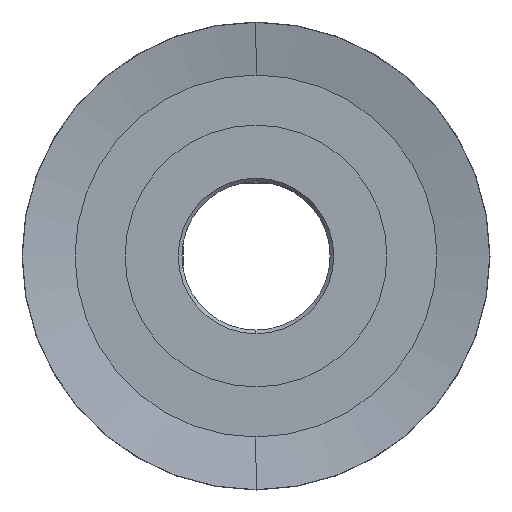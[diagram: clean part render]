
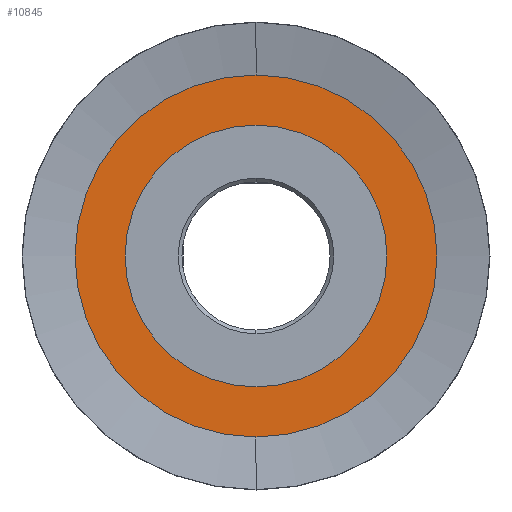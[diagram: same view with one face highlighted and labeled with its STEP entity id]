
A CAD part, left-side view. The second image highlights one B-rep face of the part: STEP entity #10845.
In plain terms, the highlighted planar face has unit normal (-1, 0, 0).
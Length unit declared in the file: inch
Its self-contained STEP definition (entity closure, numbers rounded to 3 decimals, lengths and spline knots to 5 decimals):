
#342 = CARTESIAN_POINT ( 'NONE',  ( -0.31875, 0., 0. ) ) ;
#868 = CARTESIAN_POINT ( 'NONE',  ( -0.31875, 0., 0. ) ) ;
#946 = CARTESIAN_POINT ( 'NONE',  ( -0.31875, 0., 0.221 ) ) ;
#1134 = ORIENTED_EDGE ( 'NONE', *, *, #1820, .F. ) ;
#1289 = DIRECTION ( 'NONE',  ( 0., 0., 1. ) ) ;
#1643 = FACE_BOUND ( 'NONE', #8885, .T. ) ;
#1649 = ORIENTED_EDGE ( 'NONE', *, *, #4254, .F. ) ;
#1684 = CIRCLE ( 'NONE', #6631, 0.221 ) ;
#1797 = DIRECTION ( 'NONE',  ( 0., 0., 1. ) ) ;
#1820 = EDGE_CURVE ( 'NONE', #4619, #6794, #1684, .T. ) ;
#1853 = DIRECTION ( 'NONE',  ( -1., 0., 0. ) ) ;
#2248 = EDGE_LOOP ( 'NONE', ( #8415, #7824 ) ) ;
#2259 = VERTEX_POINT ( 'NONE', #5902 ) ;
#2396 = DIRECTION ( 'NONE',  ( -1., 0., 0. ) ) ;
#4005 = DIRECTION ( 'NONE',  ( -1., 0., 0. ) ) ;
#4087 = CIRCLE ( 'NONE', #4776, 0.221 ) ;
#4254 = EDGE_CURVE ( 'NONE', #6794, #4619, #4087, .T. ) ;
#4422 = EDGE_CURVE ( 'NONE', #2259, #11088, #9793, .T. ) ;
#4619 = VERTEX_POINT ( 'NONE', #7883 ) ;
#4776 = AXIS2_PLACEMENT_3D ( 'NONE', #9630, #4005, #10588 ) ;
#4971 = CIRCLE ( 'NONE', #11348, 0.3055 ) ;
#5560 = PLANE ( 'NONE',  #5567 ) ;
#5567 = AXIS2_PLACEMENT_3D ( 'NONE', #7463, #1853, #8408 ) ;
#5781 = AXIS2_PLACEMENT_3D ( 'NONE', #8027, #2396, #8957 ) ;
#5902 = CARTESIAN_POINT ( 'NONE',  ( -0.31875, 0., 0.3055 ) ) ;
#6614 = FACE_OUTER_BOUND ( 'NONE', #2248, .T. ) ;
#6631 = AXIS2_PLACEMENT_3D ( 'NONE', #868, #7413, #1797 ) ;
#6794 = VERTEX_POINT ( 'NONE', #946 ) ;
#6824 = CARTESIAN_POINT ( 'NONE',  ( -0.31875, 0., -0.3055 ) ) ;
#6876 = DIRECTION ( 'NONE',  ( -1., 0., 0. ) ) ;
#7235 = EDGE_CURVE ( 'NONE', #11088, #2259, #4971, .T. ) ;
#7413 = DIRECTION ( 'NONE',  ( -1., 0., 0. ) ) ;
#7463 = CARTESIAN_POINT ( 'NONE',  ( -0.31875, 0.3055, 0. ) ) ;
#7824 = ORIENTED_EDGE ( 'NONE', *, *, #7235, .T. ) ;
#7883 = CARTESIAN_POINT ( 'NONE',  ( -0.31875, 0., -0.221 ) ) ;
#8027 = CARTESIAN_POINT ( 'NONE',  ( -0.31875, 0., 0. ) ) ;
#8408 = DIRECTION ( 'NONE',  ( 0., 0., 1. ) ) ;
#8415 = ORIENTED_EDGE ( 'NONE', *, *, #4422, .T. ) ;
#8885 = EDGE_LOOP ( 'NONE', ( #1649, #1134 ) ) ;
#8957 = DIRECTION ( 'NONE',  ( 0., 0., 1. ) ) ;
#9630 = CARTESIAN_POINT ( 'NONE',  ( -0.31875, 0., 0. ) ) ;
#9793 = CIRCLE ( 'NONE', #5781, 0.3055 ) ;
#10588 = DIRECTION ( 'NONE',  ( 0., 0., 1. ) ) ;
#10845 = ADVANCED_FACE ( 'NONE', ( #6614, #1643 ), #5560, .T. ) ;
#11088 = VERTEX_POINT ( 'NONE', #6824 ) ;
#11348 = AXIS2_PLACEMENT_3D ( 'NONE', #342, #6876, #1289 ) ;
